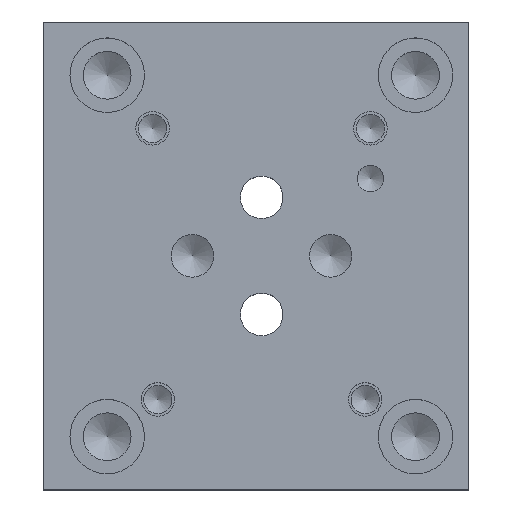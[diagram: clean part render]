
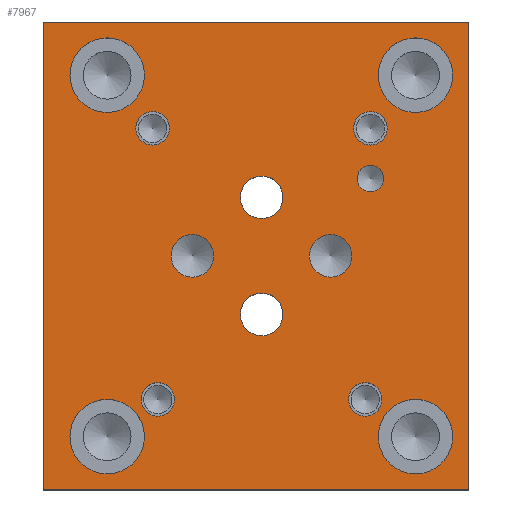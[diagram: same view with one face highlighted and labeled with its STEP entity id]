
A CAD part, top view. The second image highlights one B-rep face of the part: STEP entity #7967.
In plain terms, the highlighted planar face has unit normal (0, 0, 1).
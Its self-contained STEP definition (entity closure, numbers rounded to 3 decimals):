
#76=CIRCLE('',#8294,2.502);
#80=CIRCLE('',#8302,2.502);
#84=CIRCLE('',#8310,2.502);
#88=CIRCLE('',#8318,2.502);
#92=CIRCLE('',#8326,5.563);
#96=CIRCLE('',#8334,5.563);
#100=CIRCLE('',#8342,5.563);
#104=CIRCLE('',#8350,5.563);
#105=CIRCLE('',#8353,3.175);
#106=CIRCLE('',#8355,3.175);
#108=CIRCLE('',#8359,3.175);
#110=CIRCLE('',#8363,3.175);
#112=CIRCLE('',#8367,1.981);
#176=FACE_BOUND('',#1345,.T.);
#177=FACE_BOUND('',#1346,.T.);
#178=FACE_BOUND('',#1347,.T.);
#179=FACE_BOUND('',#1348,.T.);
#180=FACE_BOUND('',#1349,.T.);
#181=FACE_BOUND('',#1350,.T.);
#182=FACE_BOUND('',#1351,.T.);
#183=FACE_BOUND('',#1352,.T.);
#184=FACE_BOUND('',#1353,.T.);
#185=FACE_BOUND('',#1354,.T.);
#186=FACE_BOUND('',#1355,.T.);
#187=FACE_BOUND('',#1356,.T.);
#188=FACE_BOUND('',#1357,.T.);
#467=PLANE('',#8372);
#883=FACE_OUTER_BOUND('',#1344,.T.);
#1344=EDGE_LOOP('',(#7093,#7094,#7095,#7096));
#1345=EDGE_LOOP('',(#7097));
#1346=EDGE_LOOP('',(#7098));
#1347=EDGE_LOOP('',(#7099));
#1348=EDGE_LOOP('',(#7100));
#1349=EDGE_LOOP('',(#7101));
#1350=EDGE_LOOP('',(#7102));
#1351=EDGE_LOOP('',(#7103));
#1352=EDGE_LOOP('',(#7104));
#1353=EDGE_LOOP('',(#7105));
#1354=EDGE_LOOP('',(#7106));
#1355=EDGE_LOOP('',(#7107));
#1356=EDGE_LOOP('',(#7108));
#1357=EDGE_LOOP('',(#7109));
#1747=LINE('',#12205,#2564);
#2178=LINE('',#13385,#2995);
#2181=LINE('',#13391,#2998);
#2184=LINE('',#13395,#3001);
#2564=VECTOR('',#8975,10.);
#2995=VECTOR('',#9952,10.);
#2998=VECTOR('',#9957,10.);
#3001=VECTOR('',#9962,10.);
#3558=VERTEX_POINT('',#12202);
#3559=VERTEX_POINT('',#12204);
#3859=VERTEX_POINT('',#13229);
#3864=VERTEX_POINT('',#13245);
#3869=VERTEX_POINT('',#13261);
#3874=VERTEX_POINT('',#13277);
#3879=VERTEX_POINT('',#13293);
#3884=VERTEX_POINT('',#13309);
#3889=VERTEX_POINT('',#13325);
#3894=VERTEX_POINT('',#13341);
#3895=VERTEX_POINT('',#13347);
#3896=VERTEX_POINT('',#13351);
#3899=VERTEX_POINT('',#13360);
#3902=VERTEX_POINT('',#13369);
#3905=VERTEX_POINT('',#13378);
#3907=VERTEX_POINT('',#13384);
#3909=VERTEX_POINT('',#13390);
#4461=EDGE_CURVE('',#3559,#3558,#1747,.T.);
#4905=EDGE_CURVE('',#3859,#3859,#76,.T.);
#4912=EDGE_CURVE('',#3864,#3864,#80,.T.);
#4919=EDGE_CURVE('',#3869,#3869,#84,.T.);
#4926=EDGE_CURVE('',#3874,#3874,#88,.T.);
#4933=EDGE_CURVE('',#3879,#3879,#92,.T.);
#4940=EDGE_CURVE('',#3884,#3884,#96,.T.);
#4947=EDGE_CURVE('',#3889,#3889,#100,.T.);
#4954=EDGE_CURVE('',#3894,#3894,#104,.T.);
#4957=EDGE_CURVE('',#3895,#3895,#105,.T.);
#4959=EDGE_CURVE('',#3896,#3896,#106,.T.);
#4963=EDGE_CURVE('',#3899,#3899,#108,.T.);
#4967=EDGE_CURVE('',#3902,#3902,#110,.T.);
#4971=EDGE_CURVE('',#3905,#3905,#112,.T.);
#4974=EDGE_CURVE('',#3907,#3559,#2178,.T.);
#4977=EDGE_CURVE('',#3909,#3907,#2181,.T.);
#4980=EDGE_CURVE('',#3558,#3909,#2184,.T.);
#7093=ORIENTED_EDGE('',*,*,#4461,.T.);
#7094=ORIENTED_EDGE('',*,*,#4980,.T.);
#7095=ORIENTED_EDGE('',*,*,#4977,.T.);
#7096=ORIENTED_EDGE('',*,*,#4974,.T.);
#7097=ORIENTED_EDGE('',*,*,#4905,.T.);
#7098=ORIENTED_EDGE('',*,*,#4912,.T.);
#7099=ORIENTED_EDGE('',*,*,#4919,.T.);
#7100=ORIENTED_EDGE('',*,*,#4926,.T.);
#7101=ORIENTED_EDGE('',*,*,#4933,.T.);
#7102=ORIENTED_EDGE('',*,*,#4940,.T.);
#7103=ORIENTED_EDGE('',*,*,#4947,.T.);
#7104=ORIENTED_EDGE('',*,*,#4954,.T.);
#7105=ORIENTED_EDGE('',*,*,#4957,.T.);
#7106=ORIENTED_EDGE('',*,*,#4959,.T.);
#7107=ORIENTED_EDGE('',*,*,#4963,.T.);
#7108=ORIENTED_EDGE('',*,*,#4967,.T.);
#7109=ORIENTED_EDGE('',*,*,#4971,.T.);
#7967=ADVANCED_FACE('',(#883,#176,#177,#178,#179,#180,#181,#182,#183,#184,
#185,#186,#187,#188),#467,.T.);
#8294=AXIS2_PLACEMENT_3D('',#13230,#9770,#9771);
#8302=AXIS2_PLACEMENT_3D('',#13246,#9789,#9790);
#8310=AXIS2_PLACEMENT_3D('',#13262,#9808,#9809);
#8318=AXIS2_PLACEMENT_3D('',#13278,#9827,#9828);
#8326=AXIS2_PLACEMENT_3D('',#13294,#9846,#9847);
#8334=AXIS2_PLACEMENT_3D('',#13310,#9865,#9866);
#8342=AXIS2_PLACEMENT_3D('',#13326,#9884,#9885);
#8350=AXIS2_PLACEMENT_3D('',#13342,#9903,#9904);
#8353=AXIS2_PLACEMENT_3D('',#13348,#9911,#9912);
#8355=AXIS2_PLACEMENT_3D('',#13352,#9916,#9917);
#8359=AXIS2_PLACEMENT_3D('',#13361,#9926,#9927);
#8363=AXIS2_PLACEMENT_3D('',#13370,#9936,#9937);
#8367=AXIS2_PLACEMENT_3D('',#13379,#9946,#9947);
#8372=AXIS2_PLACEMENT_3D('',#13397,#9965,#9966);
#8975=DIRECTION('',(1.,0.,0.));
#9770=DIRECTION('center_axis',(0.,0.,-1.));
#9771=DIRECTION('ref_axis',(1.,0.,0.));
#9789=DIRECTION('center_axis',(0.,0.,-1.));
#9790=DIRECTION('ref_axis',(1.,0.,0.));
#9808=DIRECTION('center_axis',(0.,0.,-1.));
#9809=DIRECTION('ref_axis',(1.,0.,0.));
#9827=DIRECTION('center_axis',(0.,0.,-1.));
#9828=DIRECTION('ref_axis',(1.,0.,0.));
#9846=DIRECTION('center_axis',(0.,0.,-1.));
#9847=DIRECTION('ref_axis',(1.,0.,0.));
#9865=DIRECTION('center_axis',(0.,0.,-1.));
#9866=DIRECTION('ref_axis',(1.,0.,0.));
#9884=DIRECTION('center_axis',(0.,0.,-1.));
#9885=DIRECTION('ref_axis',(1.,0.,0.));
#9903=DIRECTION('center_axis',(0.,0.,-1.));
#9904=DIRECTION('ref_axis',(1.,0.,0.));
#9911=DIRECTION('center_axis',(0.,0.,-1.));
#9912=DIRECTION('ref_axis',(1.,0.,0.));
#9916=DIRECTION('center_axis',(0.,0.,-1.));
#9917=DIRECTION('ref_axis',(1.,0.,0.));
#9926=DIRECTION('center_axis',(0.,0.,-1.));
#9927=DIRECTION('ref_axis',(1.,0.,0.));
#9936=DIRECTION('center_axis',(0.,0.,-1.));
#9937=DIRECTION('ref_axis',(1.,0.,0.));
#9946=DIRECTION('center_axis',(0.,0.,-1.));
#9947=DIRECTION('ref_axis',(1.,0.,0.));
#9952=DIRECTION('',(0.,-1.,0.));
#9957=DIRECTION('',(-1.,0.,0.));
#9962=DIRECTION('',(0.,1.,0.));
#9965=DIRECTION('center_axis',(0.,0.,1.));
#9966=DIRECTION('ref_axis',(1.,0.,0.));
#12202=CARTESIAN_POINT('',(63.5,0.,19.05));
#12204=CARTESIAN_POINT('',(0.,0.,19.05));
#12205=CARTESIAN_POINT('',(0.,0.,19.05));
#13229=CARTESIAN_POINT('',(13.805,53.975,19.05));
#13230=CARTESIAN_POINT('Origin',(16.307,53.975,19.05));
#13245=CARTESIAN_POINT('',(45.555,13.494,19.05));
#13246=CARTESIAN_POINT('Origin',(48.057,13.494,19.05));
#13261=CARTESIAN_POINT('',(46.342,53.975,19.05));
#13262=CARTESIAN_POINT('Origin',(48.844,53.975,19.05));
#13277=CARTESIAN_POINT('',(14.592,13.494,19.05));
#13278=CARTESIAN_POINT('Origin',(17.094,13.494,19.05));
#13293=CARTESIAN_POINT('',(3.962,61.913,19.05));
#13294=CARTESIAN_POINT('Origin',(9.525,61.913,19.05));
#13309=CARTESIAN_POINT('',(3.962,7.938,19.05));
#13310=CARTESIAN_POINT('Origin',(9.525,7.938,19.05));
#13325=CARTESIAN_POINT('',(50.,7.938,19.05));
#13326=CARTESIAN_POINT('Origin',(55.563,7.938,19.05));
#13341=CARTESIAN_POINT('',(50.,61.913,19.05));
#13342=CARTESIAN_POINT('Origin',(55.563,61.913,19.05));
#13347=CARTESIAN_POINT('',(29.413,26.187,19.05));
#13348=CARTESIAN_POINT('Origin',(32.588,26.187,19.05));
#13351=CARTESIAN_POINT('',(29.413,43.663,19.05));
#13352=CARTESIAN_POINT('Origin',(32.588,43.663,19.05));
#13360=CARTESIAN_POINT('',(39.726,34.925,19.05));
#13361=CARTESIAN_POINT('Origin',(42.901,34.925,19.05));
#13369=CARTESIAN_POINT('',(19.075,34.925,19.05));
#13370=CARTESIAN_POINT('Origin',(22.25,34.925,19.05));
#13378=CARTESIAN_POINT('',(46.863,46.482,19.05));
#13379=CARTESIAN_POINT('Origin',(48.844,46.482,19.05));
#13384=CARTESIAN_POINT('',(0.,69.85,19.05));
#13385=CARTESIAN_POINT('',(0.,69.85,19.05));
#13390=CARTESIAN_POINT('',(63.5,69.85,19.05));
#13391=CARTESIAN_POINT('',(63.5,69.85,19.05));
#13395=CARTESIAN_POINT('',(63.5,0.,19.05));
#13397=CARTESIAN_POINT('Origin',(31.75,34.925,19.05));
